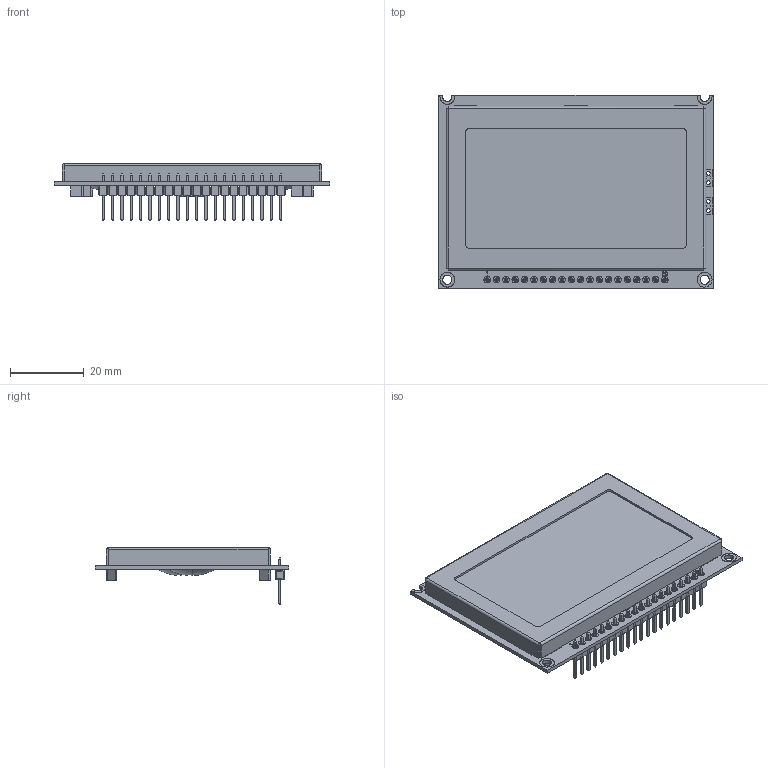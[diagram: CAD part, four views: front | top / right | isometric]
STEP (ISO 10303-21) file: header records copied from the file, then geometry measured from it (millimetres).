
FILE_DESCRIPTION(/* description */ (''),/* implementation_level */ '2;1');
FILE_NAME(/* name */ 'WIAE6E~1',/* time_stamp */ '2018-02-28T13:36:11+03:00',/* author */ (''),/* organization */ (''),/* preprocessor_version */ 'ST-DEVELOPER v15',/* originating_system */ '',/* authorisation */ '');
FILE_SCHEMA (('AUTOMOTIVE_DESIGN'));
Length unit declared in the file: millimetre
Products named in the file (1): Document
Bounding box: 75 x 52.7 x 15.47 mm (x, y, z)
Volume: 512.5 mm3; surface area: 12253.2 mm2
Topology: 79 solids, 129 shells, 1324 faces, 3526 edges, 2361 vertices
Faces by surface type: plane 980, bspline 344
Entity records: 44840 total; most frequent: CARTESIAN_POINT 21218, ORIENTED_EDGE 6459, EDGE_CURVE 3485, B_SPLINE_CURVE_WITH_KNOTS 2400, VERTEX_POINT 2316, EDGE_LOOP 1535, ADVANCED_FACE 1324, FACE_OUTER_BOUND 1324
